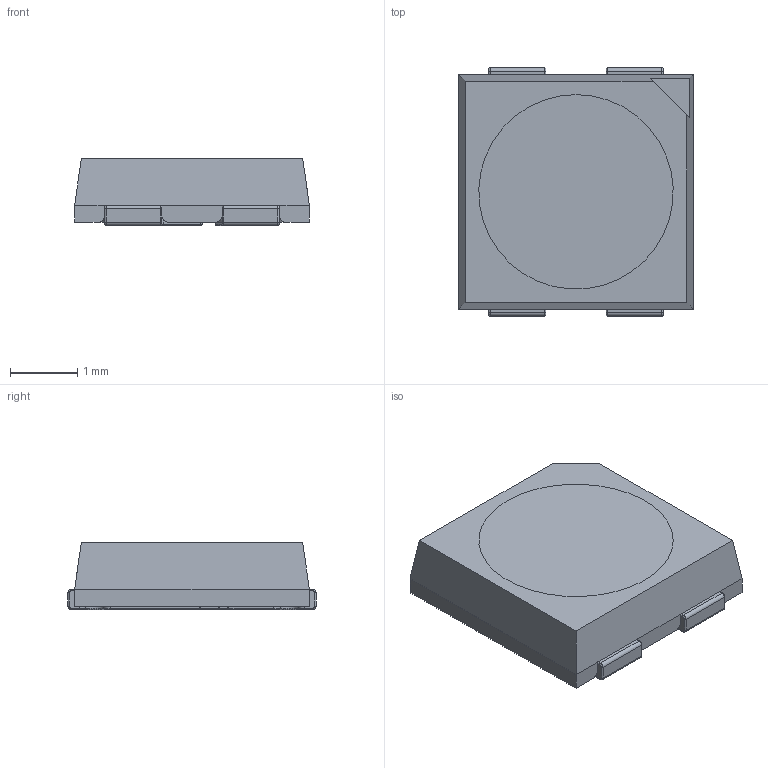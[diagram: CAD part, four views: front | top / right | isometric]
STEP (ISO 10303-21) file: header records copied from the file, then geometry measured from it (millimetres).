
FILE_DESCRIPTION(('FreeCAD Model'),'2;1');
FILE_NAME('SK6812MINI.step','2020-09-28T20:47:12',('Author'),(''), 'Open CASCADE STEP processor 7.3','FreeCAD','Unknown');
FILE_SCHEMA(('AUTOMOTIVE_DESIGN { 1 0 10303 214 1 1 1 1 }'));
Length unit declared in the file: millimetre
Products named in the file (1): SK6812mini
Bounding box: 3.5 x 3.7 x 1 mm (x, y, z)
Volume: 11.5 mm3; surface area: 40.8 mm2
Topology: 1 solids, 1 shells, 239 faces, 550 edges, 311 vertices
Faces by surface type: cylinder 107, plane 56, torus 55, sphere 14, bspline 7
Entity records: 8474 total; most frequent: DIRECTION 1296, CARTESIAN_POINT 1259, ORIENTED_EDGE 1094, EDGE_CURVE 547, AXIS2_PLACEMENT_3D 522, VERTEX_POINT 311, CIRCLE 283, LINE 252
